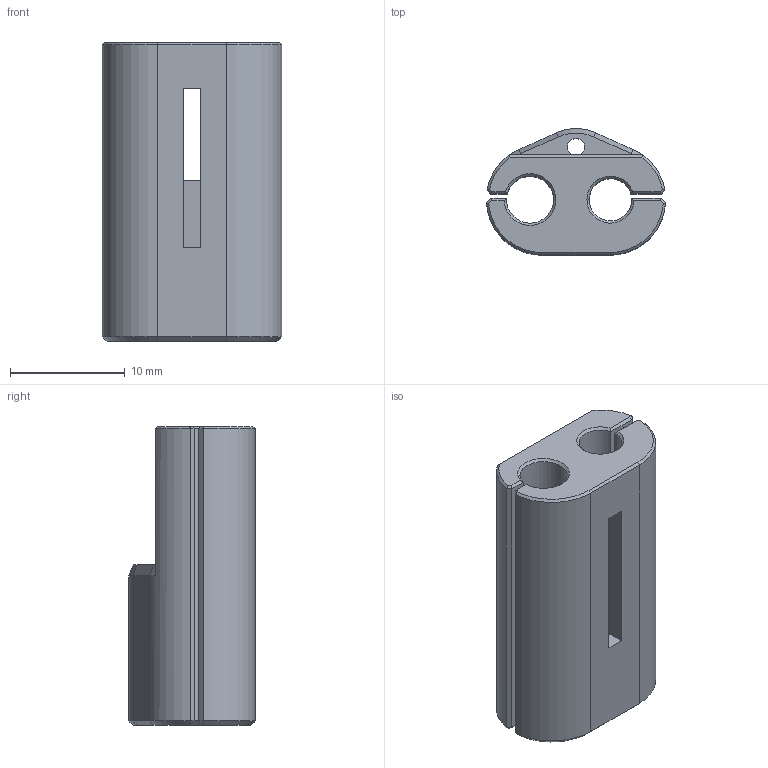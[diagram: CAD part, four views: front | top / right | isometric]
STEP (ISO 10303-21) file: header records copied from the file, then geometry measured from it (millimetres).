
FILE_DESCRIPTION(('Open CASCADE Model'),'2;1');
FILE_NAME('Open CASCADE Shape Model','2024-08-25T12:25:08',('Author'),( 'Open CASCADE'),'Open CASCADE STEP processor 7.7','Open CASCADE 7.7' ,'Unknown');
FILE_SCHEMA(('AUTOMOTIVE_DESIGN { 1 0 10303 214 1 1 1 1 }'));
Length unit declared in the file: millimetre
Products named in the file (1): Open CASCADE STEP translator 7.7 37
Bounding box: 15.58 x 10.99 x 26 mm (x, y, z)
Volume: 2537.4 mm3; surface area: 2329.4 mm2
Topology: 1 solids, 1 shells, 71 faces, 172 edges, 102 vertices
Faces by surface type: plane 44, cone 18, cylinder 9
Full cylindrical faces by diameter (mm): 1.5 x1
Entity records: 4312 total; most frequent: CARTESIAN_POINT 915, DIRECTION 618, ORIENTED_EDGE 344, LINE 344, VECTOR 344, PCURVE 344, DEFINITIONAL_REPRESENTATION 344, EDGE_CURVE 172
